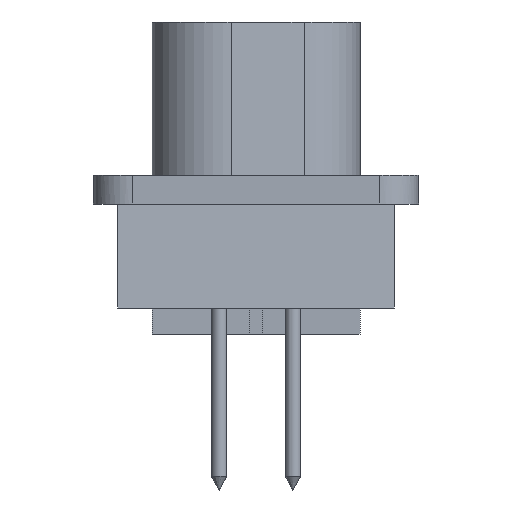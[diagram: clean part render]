
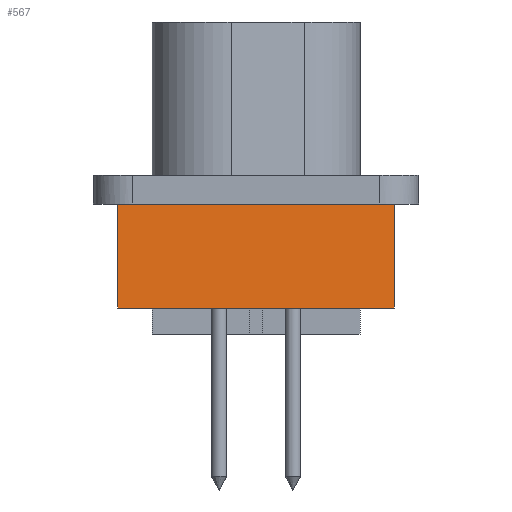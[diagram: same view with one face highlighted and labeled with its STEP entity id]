
A CAD part, left-side view. The second image highlights one B-rep face of the part: STEP entity #567.
In plain terms, the highlighted free-form (B-spline) face has degree [1, 1] with [2, 2] control points.
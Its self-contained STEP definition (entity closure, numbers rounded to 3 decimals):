
#474=CARTESIAN_POINT('V69',(-7.822,-5.325,
   0.0));
#475=VERTEX_POINT('V69',#474);
#483=CARTESIAN_POINT('V70',(-7.822,-5.325,
   -4.0));
#484=VERTEX_POINT('V70',#483);
#485=CARTESIAN_POINT('E101',(-7.822,-5.325,
   0.0));
#486=CARTESIAN_POINT('E101',(-7.822,-5.325,
   -4.0));
#487=QUASI_UNIFORM_CURVE('E101',1,(#485,#486),.POLYLINE_FORM.,.F.,
   .U.);
#488=EDGE_CURVE('E101',#475,#484,#487,.T.);
#512=CARTESIAN_POINT('V71',(-9.7,5.325,0.0)
   );
#513=VERTEX_POINT('V71',#512);
#526=CARTESIAN_POINT('V72',(-9.7,5.325,
   -4.0));
#527=VERTEX_POINT('V72',#526);
#533=CARTESIAN_POINT('E105',(-9.7,5.325,
   -4.0));
#534=CARTESIAN_POINT('E105',(-9.7,5.325,
   0.0));
#535=QUASI_UNIFORM_CURVE('E105',1,(#533,#534),.POLYLINE_FORM.,.F.,
   .U.);
#536=EDGE_CURVE('E105',#527,#513,#535,.T.);
#541=CARTESIAN_POINT('F58',(-7.822,-5.325,
   0.0));
#542=CARTESIAN_POINT('F58',(-9.7,5.325,0.0)
   );
#543=CARTESIAN_POINT('F58',(-7.822,-5.325,
   -4.0));
#544=CARTESIAN_POINT('F58',(-9.7,5.325,
   -4.0));
#545=B_SPLINE_SURFACE_WITH_KNOTS('F58',1,1,((#541,#543),(#542,
   #544)),.PLANE_SURF.,.F.,.F.,.U.,(2,2),(2,2),(0.0,
   2.704),(0.0,1.0),.UNSPECIFIED.);
#546=CARTESIAN_POINT('E106',(-9.7,5.325,
   0.0));
#547=CARTESIAN_POINT('E106',(-7.822,-5.325,
   0.0));
#548=B_SPLINE_CURVE_WITH_KNOTS('E106',1,(#546,#547),.POLYLINE_FORM.,
   .F.,.U.,(2,2),(0.0,2.704),.UNSPECIFIED.);
#549=EDGE_CURVE('E106',#513,#475,#548,.T.);
#550=ORIENTED_EDGE('E106',*,*,#549,.F.);
#551=ORIENTED_EDGE('F36',*,*,#536,.F.);
#552=CARTESIAN_POINT('V89',(-8.717,-0.25,
   -4.0));
#553=VERTEX_POINT('V89',#552);
#554=CARTESIAN_POINT('E131',(-9.7,5.325,
   -4.0));
#555=CARTESIAN_POINT('E131',(-8.717,-0.25,
   -4.0));
#556=B_SPLINE_CURVE_WITH_KNOTS('E131',1,(#554,#555),.POLYLINE_FORM.,
   .F.,.U.,(2,2),(0.0,1.415),.UNSPECIFIED.);
#557=EDGE_CURVE('E131',#527,#553,#556,.T.);
#558=ORIENTED_EDGE('E131',*,*,#557,.T.);
#559=CARTESIAN_POINT('E132',(-8.717,-0.25,
   -4.0));
#560=CARTESIAN_POINT('E132',(-7.822,-5.325,
   -4.0));
#561=B_SPLINE_CURVE_WITH_KNOTS('E132',1,(#559,#560),.POLYLINE_FORM.,
   .F.,.U.,(2,2),(1.415,2.704),
   .UNSPECIFIED.);
#562=EDGE_CURVE('E132',#553,#484,#561,.T.);
#563=ORIENTED_EDGE('E132',*,*,#562,.T.);
#564=ORIENTED_EDGE('E101',*,*,#488,.F.);
#565=EDGE_LOOP('F58',(#550,#551,#558,#563,#564));
#566=FACE_OUTER_BOUND('F58',#565,.T.);
#567=ADVANCED_FACE('F58',(#566),#545,.T.);
